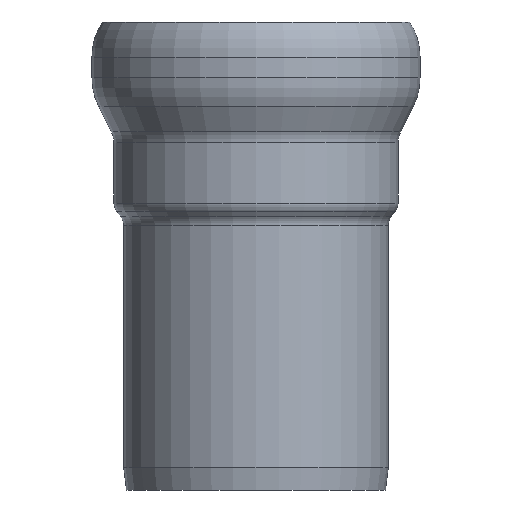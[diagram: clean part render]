
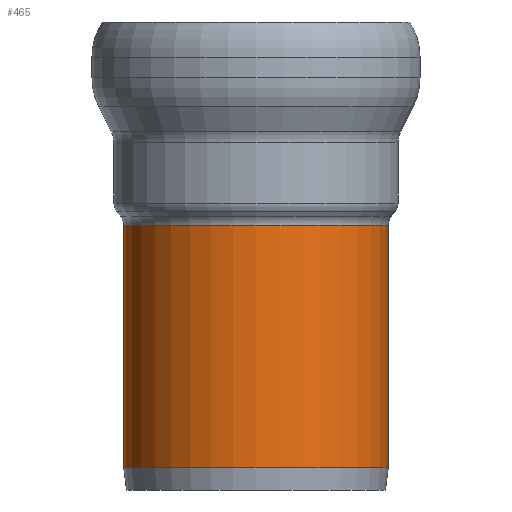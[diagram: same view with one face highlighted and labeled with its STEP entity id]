
A CAD part, front view. The second image highlights one B-rep face of the part: STEP entity #465.
In plain terms, the highlighted cylindrical face has radius 475 mm (diameter 950 mm), a full revolution.
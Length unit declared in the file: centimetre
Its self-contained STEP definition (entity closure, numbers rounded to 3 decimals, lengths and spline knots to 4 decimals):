
#28=CYLINDRICAL_SURFACE('',#589,47.5);
#61=FACE_OUTER_BOUND('',#87,.T.);
#87=EDGE_LOOP('',(#419,#420,#421,#422,#423,#424));
#99=CIRCLE('',#517,47.5);
#100=CIRCLE('',#518,47.5);
#145=CIRCLE('',#582,47.5);
#146=CIRCLE('',#583,47.5);
#159=VERTEX_POINT('',#817);
#160=VERTEX_POINT('',#818);
#196=VERTEX_POINT('',#929);
#197=VERTEX_POINT('',#930);
#212=EDGE_CURVE('',#159,#160,#99,.T.);
#213=EDGE_CURVE('',#160,#159,#100,.T.);
#268=EDGE_CURVE('',#196,#197,#145,.T.);
#269=EDGE_CURVE('',#197,#196,#146,.T.);
#275=EDGE_CURVE('',#159,#197,#484,.T.);
#419=ORIENTED_EDGE('',*,*,#212,.T.);
#420=ORIENTED_EDGE('',*,*,#213,.T.);
#421=ORIENTED_EDGE('',*,*,#275,.T.);
#422=ORIENTED_EDGE('',*,*,#268,.F.);
#423=ORIENTED_EDGE('',*,*,#269,.F.);
#424=ORIENTED_EDGE('',*,*,#275,.F.);
#465=ADVANCED_FACE('',(#61),#28,.T.);
#484=LINE('',#943,#499);
#499=VECTOR('',#783,47.5);
#517=AXIS2_PLACEMENT_3D('',#819,#626,#627);
#518=AXIS2_PLACEMENT_3D('',#820,#628,#629);
#582=AXIS2_PLACEMENT_3D('',#931,#766,#767);
#583=AXIS2_PLACEMENT_3D('',#932,#768,#769);
#589=AXIS2_PLACEMENT_3D('',#942,#781,#782);
#626=DIRECTION('center_axis',(0.,0.,-1.));
#627=DIRECTION('ref_axis',(1.,0.,0.));
#628=DIRECTION('center_axis',(0.,0.,-1.));
#629=DIRECTION('ref_axis',(1.,0.,0.));
#766=DIRECTION('center_axis',(0.,0.,-1.));
#767=DIRECTION('ref_axis',(-1.,0.,0.));
#768=DIRECTION('center_axis',(0.,0.,-1.));
#769=DIRECTION('ref_axis',(-1.,0.,0.));
#781=DIRECTION('center_axis',(0.,0.,1.));
#782=DIRECTION('ref_axis',(1.,0.,0.));
#783=DIRECTION('',(0.,0.,-1.));
#817=CARTESIAN_POINT('',(-47.5,0.,95.));
#818=CARTESIAN_POINT('',(0.,47.5,95.));
#819=CARTESIAN_POINT('Origin',(0.,0.,95.));
#820=CARTESIAN_POINT('Origin',(0.,0.,95.));
#929=CARTESIAN_POINT('',(0.,47.5,8.0623));
#930=CARTESIAN_POINT('',(-47.5,0.,8.0623));
#931=CARTESIAN_POINT('Origin',(0.,0.,8.0623));
#932=CARTESIAN_POINT('Origin',(0.,0.,8.0623));
#942=CARTESIAN_POINT('Origin',(0.,0.,34.));
#943=CARTESIAN_POINT('',(-47.5,0.,34.));
